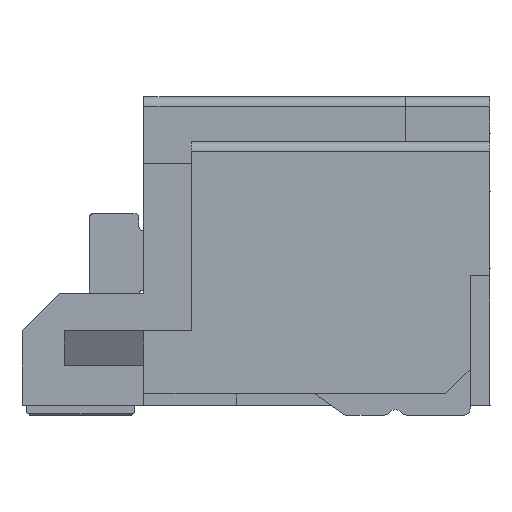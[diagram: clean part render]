
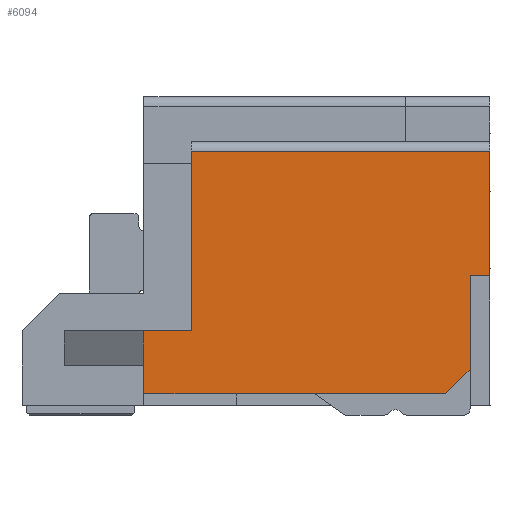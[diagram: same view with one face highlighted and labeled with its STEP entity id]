
A CAD part, left-side view. The second image highlights one B-rep face of the part: STEP entity #6094.
In plain terms, the highlighted planar face has unit normal (-1, 0, 0).
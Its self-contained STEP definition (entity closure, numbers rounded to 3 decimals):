
#3590=CARTESIAN_POINT('',(-10.,0.,5.15));
#3591=VERTEX_POINT('',#3590);
#3599=CARTESIAN_POINT('',(-10.,0.,2.65));
#3600=VERTEX_POINT('',#3599);
#3601=CARTESIAN_POINT('',(-10.,0.,5.15));
#3602=DIRECTION('',(0.,0.,-1.));
#3603=VECTOR('',#3602,2.5);
#3604=LINE('',#3601,#3603);
#3605=EDGE_CURVE('',#3591,#3600,#3604,.T.);
#4474=CARTESIAN_POINT('',(-10.,6.95,0.28));
#4475=VERTEX_POINT('',#4474);
#4482=CARTESIAN_POINT('',(-10.,6.95,0.85));
#4483=VERTEX_POINT('',#4482);
#4484=CARTESIAN_POINT('',(-10.,6.95,0.28));
#4485=DIRECTION('',(0.,0.,1.));
#4486=VECTOR('',#4485,0.57);
#4487=LINE('',#4484,#4486);
#4488=EDGE_CURVE('',#4475,#4483,#4487,.T.);
#4512=CARTESIAN_POINT('',(-10.,6.95,1.55));
#4513=VERTEX_POINT('',#4512);
#4514=CARTESIAN_POINT('',(-10.,6.95,0.85));
#4515=DIRECTION('',(0.,0.,1.));
#4516=VECTOR('',#4515,0.7);
#4517=LINE('',#4514,#4516);
#4518=EDGE_CURVE('',#4483,#4513,#4517,.T.);
#4593=CARTESIAN_POINT('',(-10.,6.,1.55));
#4594=VERTEX_POINT('',#4593);
#4601=CARTESIAN_POINT('',(-10.,6.,5.15));
#4602=VERTEX_POINT('',#4601);
#4603=CARTESIAN_POINT('',(-10.,6.,1.55));
#4604=DIRECTION('',(0.,0.,1.));
#4605=VECTOR('',#4604,3.6);
#4606=LINE('',#4603,#4605);
#4607=EDGE_CURVE('',#4594,#4602,#4606,.T.);
#6041=CARTESIAN_POINT('',(-10.,3.475,3.25));
#6042=DIRECTION('',(0.,0.,-1.));
#6043=DIRECTION('',(-1.,-0.,-0.));
#6044=AXIS2_PLACEMENT_3D('',#6041,#6043,#6042);
#6045=PLANE('',#6044);
#6046=ORIENTED_EDGE('',*,*,#4518,.F.);
#6047=ORIENTED_EDGE('',*,*,#4488,.F.);
#6048=CARTESIAN_POINT('',(-10.,0.9,0.28));
#6049=VERTEX_POINT('',#6048);
#6050=CARTESIAN_POINT('',(-10.,6.95,0.28));
#6051=DIRECTION('',(0.,-1.,0.));
#6052=VECTOR('',#6051,6.05);
#6053=LINE('',#6050,#6052);
#6054=EDGE_CURVE('',#4475,#6049,#6053,.T.);
#6055=ORIENTED_EDGE('',*,*,#6054,.T.);
#6056=CARTESIAN_POINT('',(-10.,0.4,0.78));
#6057=VERTEX_POINT('',#6056);
#6058=CARTESIAN_POINT('',(-10.,0.9,0.28));
#6059=DIRECTION('',(0.,-0.707,0.707));
#6060=VECTOR('',#6059,0.707);
#6061=LINE('',#6058,#6060);
#6062=EDGE_CURVE('',#6049,#6057,#6061,.T.);
#6063=ORIENTED_EDGE('',*,*,#6062,.T.);
#6064=CARTESIAN_POINT('',(-10.,0.4,2.65));
#6065=VERTEX_POINT('',#6064);
#6066=CARTESIAN_POINT('',(-10.,0.4,0.78));
#6067=DIRECTION('',(0.,0.,1.));
#6068=VECTOR('',#6067,1.87);
#6069=LINE('',#6066,#6068);
#6070=EDGE_CURVE('',#6057,#6065,#6069,.T.);
#6071=ORIENTED_EDGE('',*,*,#6070,.T.);
#6072=CARTESIAN_POINT('',(-10.,0.4,2.65));
#6073=DIRECTION('',(0.,-1.,0.));
#6074=VECTOR('',#6073,0.4);
#6075=LINE('',#6072,#6074);
#6076=EDGE_CURVE('',#6065,#3600,#6075,.T.);
#6077=ORIENTED_EDGE('',*,*,#6076,.T.);
#6078=ORIENTED_EDGE('',*,*,#3605,.F.);
#6079=CARTESIAN_POINT('',(-10.,0.,5.15));
#6080=DIRECTION('',(0.,1.,0.));
#6081=VECTOR('',#6080,6.);
#6082=LINE('',#6079,#6081);
#6083=EDGE_CURVE('',#3591,#4602,#6082,.T.);
#6084=ORIENTED_EDGE('',*,*,#6083,.T.);
#6085=ORIENTED_EDGE('',*,*,#4607,.F.);
#6086=CARTESIAN_POINT('',(-10.,6.95,1.55));
#6087=DIRECTION('',(0.,-1.,0.));
#6088=VECTOR('',#6087,0.95);
#6089=LINE('',#6086,#6088);
#6090=EDGE_CURVE('',#4513,#4594,#6089,.T.);
#6091=ORIENTED_EDGE('',*,*,#6090,.F.);
#6092=EDGE_LOOP('',(#6046,#6047,#6055,#6063,#6071,#6077,#6078,#6084,#6085,#6091));
#6093=FACE_OUTER_BOUND('',#6092,.T.);
#6094=ADVANCED_FACE('',(#6093),#6045,.T.);
